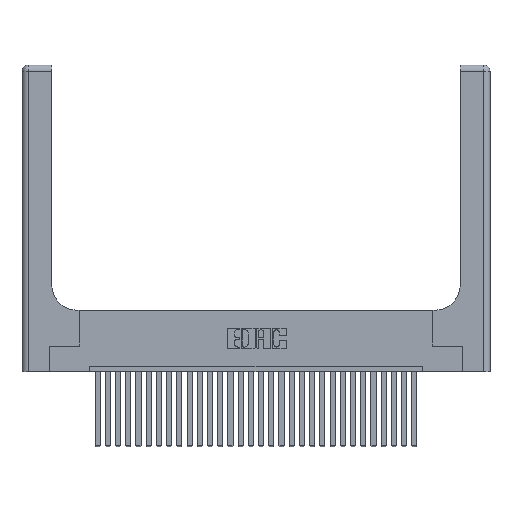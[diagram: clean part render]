
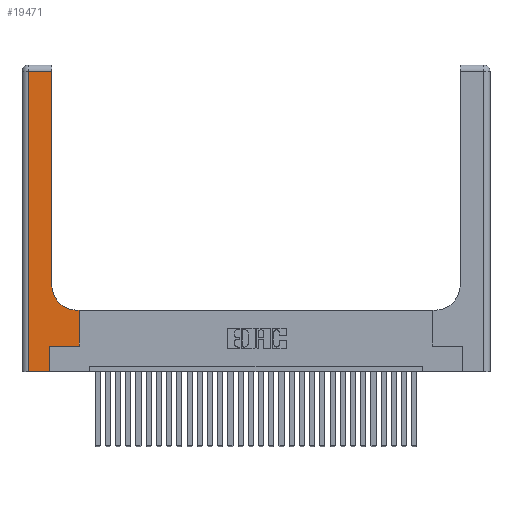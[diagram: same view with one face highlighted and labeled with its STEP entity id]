
A CAD part, top view. The second image highlights one B-rep face of the part: STEP entity #19471.
In plain terms, the highlighted planar face has unit normal (0, 0, 1).
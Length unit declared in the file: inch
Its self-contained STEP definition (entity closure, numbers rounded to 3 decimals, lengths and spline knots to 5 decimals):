
#90 = CARTESIAN_POINT ( 'NONE',  ( 0., 0., 0.37 ) ) ;
#750 = DIRECTION ( 'NONE',  ( 0., 1., 0. ) ) ;
#1487 = DIRECTION ( 'NONE',  ( 0., 1., 0. ) ) ;
#1749 = EDGE_CURVE ( 'NONE', #24076, #7819, #15950, .T. ) ;
#1906 = ORIENTED_EDGE ( 'NONE', *, *, #13509, .T. ) ;
#2464 = DIRECTION ( 'NONE',  ( 1., 0., 0. ) ) ;
#2544 = CARTESIAN_POINT ( 'NONE',  ( 0., 2.94, 0.37 ) ) ;
#2720 = LINE ( 'NONE', #7054, #7114 ) ;
#2833 = ORIENTED_EDGE ( 'NONE', *, *, #3038, .T. ) ;
#3038 = EDGE_CURVE ( 'NONE', #7673, #13141, #8848, .T. ) ;
#3858 = CARTESIAN_POINT ( 'NONE',  ( 0.269, 0., 0.37 ) ) ;
#4586 = CARTESIAN_POINT ( 'NONE',  ( 0.5585, 0.25, 0.37 ) ) ;
#5194 = ORIENTED_EDGE ( 'NONE', *, *, #15983, .T. ) ;
#5227 = ORIENTED_EDGE ( 'NONE', *, *, #13340, .T. ) ;
#5327 = CIRCLE ( 'NONE', #26922, 0.25 ) ;
#5934 = CARTESIAN_POINT ( 'NONE',  ( 0.269, 0.25, 0.37 ) ) ;
#6643 = ORIENTED_EDGE ( 'NONE', *, *, #12315, .T. ) ;
#6960 = DIRECTION ( 'NONE',  ( -1., 0., 0. ) ) ;
#7054 = CARTESIAN_POINT ( 'NONE',  ( 0.5585, 0.25, 0.37 ) ) ;
#7114 = VECTOR ( 'NONE', #25531, 39.37008 ) ;
#7673 = VERTEX_POINT ( 'NONE', #28512 ) ;
#7819 = VERTEX_POINT ( 'NONE', #9015 ) ;
#8848 = LINE ( 'NONE', #28391, #26468 ) ;
#8942 = EDGE_LOOP ( 'NONE', ( #2833, #5194, #6643, #5227, #1906, #22086, #25233, #19933, #19199 ) ) ;
#8972 = DIRECTION ( 'NONE',  ( 0., 0., -1. ) ) ;
#9015 = CARTESIAN_POINT ( 'NONE',  ( 0.5415, 0.6, 0.37 ) ) ;
#10329 = LINE ( 'NONE', #20215, #20258 ) ;
#10357 = VERTEX_POINT ( 'NONE', #19224 ) ;
#10761 = VECTOR ( 'NONE', #30255, 39.37008 ) ;
#11081 = DIRECTION ( 'NONE',  ( 0., 0., -1. ) ) ;
#11334 = CARTESIAN_POINT ( 'NONE',  ( 0.5415, 0.85, 0.37 ) ) ;
#12315 = EDGE_CURVE ( 'NONE', #24650, #16518, #22849, .T. ) ;
#13141 = VERTEX_POINT ( 'NONE', #26517 ) ;
#13186 = LINE ( 'NONE', #5934, #23127 ) ;
#13247 = PLANE ( 'NONE',  #21652 ) ;
#13340 = EDGE_CURVE ( 'NONE', #16518, #28482, #14024, .T. ) ;
#13509 = EDGE_CURVE ( 'NONE', #28482, #10357, #10329, .T. ) ;
#13749 = DIRECTION ( 'NONE',  ( 0., -1., 0. ) ) ;
#14024 = LINE ( 'NONE', #90, #19897 ) ;
#14176 = CARTESIAN_POINT ( 'NONE',  ( 0.2915, 0.6, 0.37 ) ) ;
#14890 = CARTESIAN_POINT ( 'NONE',  ( 0.5585, 0.6, 0.37 ) ) ;
#15435 = DIRECTION ( 'NONE',  ( -1., 0., 0. ) ) ;
#15950 = LINE ( 'NONE', #14176, #10761 ) ;
#15983 = EDGE_CURVE ( 'NONE', #13141, #24650, #19724, .T. ) ;
#16120 = VERTEX_POINT ( 'NONE', #4586 ) ;
#16295 = DIRECTION ( 'NONE',  ( 1., 0., 0. ) ) ;
#16518 = VERTEX_POINT ( 'NONE', #21728 ) ;
#16783 = EDGE_CURVE ( 'NONE', #7819, #7673, #5327, .T. ) ;
#17162 = VECTOR ( 'NONE', #6960, 39.37008 ) ;
#19199 = ORIENTED_EDGE ( 'NONE', *, *, #16783, .T. ) ;
#19224 = CARTESIAN_POINT ( 'NONE',  ( 0.269, 0.25, 0.37 ) ) ;
#19471 = ADVANCED_FACE ( 'NONE', ( #30147 ), #13247, .F. ) ;
#19724 = LINE ( 'NONE', #2544, #17162 ) ;
#19897 = VECTOR ( 'NONE', #2464, 39.37008 ) ;
#19933 = ORIENTED_EDGE ( 'NONE', *, *, #1749, .T. ) ;
#20215 = CARTESIAN_POINT ( 'NONE',  ( 0.269, 0., 0.37 ) ) ;
#20258 = VECTOR ( 'NONE', #1487, 39.37008 ) ;
#20820 = CARTESIAN_POINT ( 'NONE',  ( 0.06, 3., 0.37 ) ) ;
#21023 = EDGE_CURVE ( 'NONE', #10357, #16120, #13186, .T. ) ;
#21652 = AXIS2_PLACEMENT_3D ( 'NONE', #29865, #11081, #15435 ) ;
#21728 = CARTESIAN_POINT ( 'NONE',  ( 0.06, 0., 0.37 ) ) ;
#22086 = ORIENTED_EDGE ( 'NONE', *, *, #21023, .T. ) ;
#22336 = CARTESIAN_POINT ( 'NONE',  ( 0.06, 2.94, 0.37 ) ) ;
#22849 = LINE ( 'NONE', #20820, #30172 ) ;
#23127 = VECTOR ( 'NONE', #30237, 39.37008 ) ;
#24076 = VERTEX_POINT ( 'NONE', #14890 ) ;
#24650 = VERTEX_POINT ( 'NONE', #22336 ) ;
#25233 = ORIENTED_EDGE ( 'NONE', *, *, #25747, .T. ) ;
#25531 = DIRECTION ( 'NONE',  ( 0., 1., 0. ) ) ;
#25747 = EDGE_CURVE ( 'NONE', #16120, #24076, #2720, .T. ) ;
#26468 = VECTOR ( 'NONE', #750, 39.37008 ) ;
#26517 = CARTESIAN_POINT ( 'NONE',  ( 0.2915, 2.94, 0.37 ) ) ;
#26922 = AXIS2_PLACEMENT_3D ( 'NONE', #11334, #8972, #16295 ) ;
#28391 = CARTESIAN_POINT ( 'NONE',  ( 0.2915, 3., 0.37 ) ) ;
#28482 = VERTEX_POINT ( 'NONE', #3858 ) ;
#28512 = CARTESIAN_POINT ( 'NONE',  ( 0.2915, 0.85, 0.37 ) ) ;
#29865 = CARTESIAN_POINT ( 'NONE',  ( 0., 3., 0.37 ) ) ;
#30147 = FACE_OUTER_BOUND ( 'NONE', #8942, .T. ) ;
#30172 = VECTOR ( 'NONE', #13749, 39.37008 ) ;
#30237 = DIRECTION ( 'NONE',  ( 1., 0., 0. ) ) ;
#30255 = DIRECTION ( 'NONE',  ( -1., 0., 0. ) ) ;
